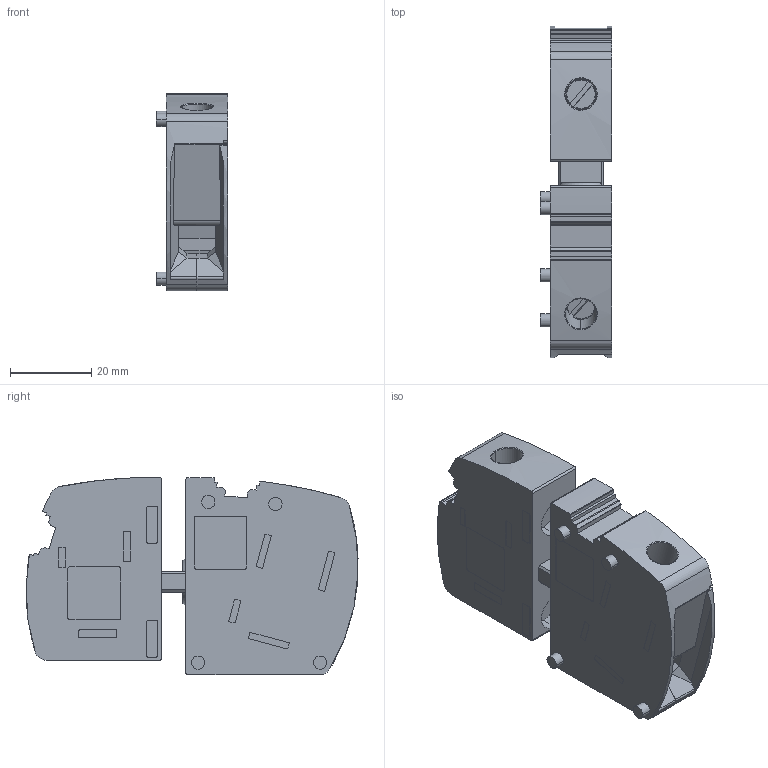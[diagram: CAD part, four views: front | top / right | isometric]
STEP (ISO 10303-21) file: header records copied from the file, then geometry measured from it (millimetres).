
FILE_DESCRIPTION(('Creo Elements/Direct Modeling STEP Export'),'2;1');
FILE_NAME('model.stp','2020-07-03T 9:40:35',(''),(''),'Creo Elements/Direct Modeling STEP processor for AP214 (Solid Model)','Creo Elements/Direct Modeling 20.1A 29-Sep-2018 (C) Parametric Technology GmbH','');
FILE_SCHEMA(('AUTOMOTIVE_DESIGN { 1 0 10303 214 1 1 1 1 }'));
Length unit declared in the file: millimetre
Products named in the file (6): CO_UW_25_STROMB; AC_SCHR_ZYL_M5X12.1; KK_VAL_M_TASCHE_U; PK_UW_25_I; PK_UW_25_S; UW_25_S
Assembly tree (7 placements, depth 2):
  UW_25_S
    KK_VAL_M_TASCHE_U  x2
    AC_SCHR_ZYL_M5X12.1  x2
    PK_UW_25_S
    PK_UW_25_I
    CO_UW_25_STROMB
Bounding box: 17.45 x 81.59 x 48.59 mm (x, y, z)
Volume: 38902.6 mm3; surface area: 22059.4 mm2
Topology: 7 solids, 7 shells, 578 faces, 1546 edges, 1031 vertices
Faces by surface type: plane 348, cylinder 199, cone 22, bspline 5, torus 4
Entity records: 22879 total; most frequent: CARTESIAN_POINT 4572, ORIENTED_EDGE 2948, DIRECTION 2788, EDGE_CURVE 1474, VERTEX_POINT 983, VECTOR 972, LINE 972, AXIS2_PLACEMENT_3D 908
